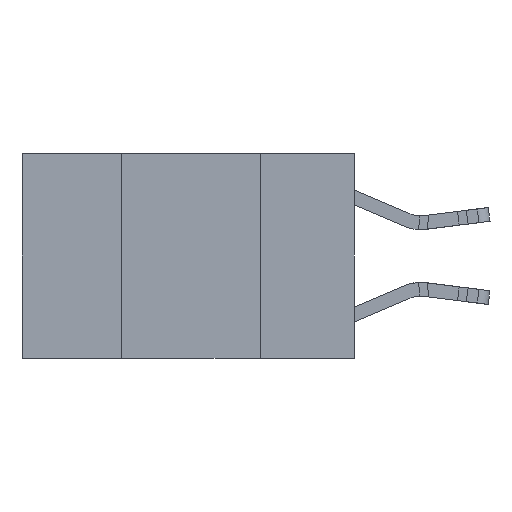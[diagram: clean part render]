
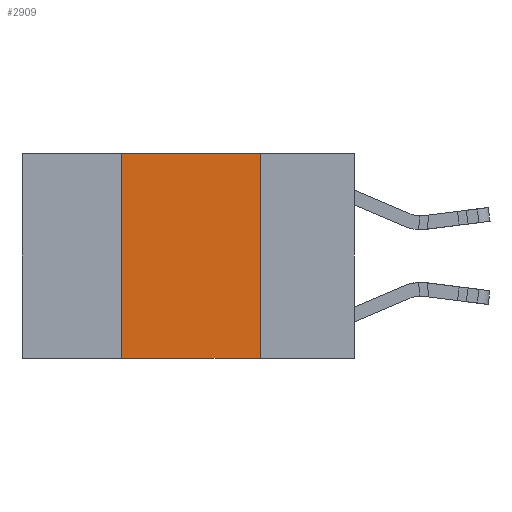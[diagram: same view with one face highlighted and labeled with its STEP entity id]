
A CAD part, left-side view. The second image highlights one B-rep face of the part: STEP entity #2909.
In plain terms, the highlighted planar face has unit normal (-1, 0, 0).
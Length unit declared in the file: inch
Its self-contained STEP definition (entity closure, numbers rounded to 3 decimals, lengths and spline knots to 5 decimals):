
#304 = CARTESIAN_POINT ( 'NONE',  ( 0., 0.17, -0.37 ) ) ;
#1307 = DIRECTION ( 'NONE',  ( 0., 0., 1. ) ) ;
#2909 = ADVANCED_FACE ( 'NONE', ( #29918 ), #15323, .F. ) ;
#3009 = CARTESIAN_POINT ( 'NONE',  ( 0., 0.42, 0. ) ) ;
#3395 = DIRECTION ( 'NONE',  ( 1., 0., 0. ) ) ;
#3632 = ORIENTED_EDGE ( 'NONE', *, *, #16366, .T. ) ;
#3991 = LINE ( 'NONE', #30361, #21258 ) ;
#4935 = EDGE_LOOP ( 'NONE', ( #29647, #7659, #8281, #3632 ) ) ;
#5445 = LINE ( 'NONE', #5909, #17912 ) ;
#5909 = CARTESIAN_POINT ( 'NONE',  ( 0., 0.17, 0. ) ) ;
#7659 = ORIENTED_EDGE ( 'NONE', *, *, #10190, .F. ) ;
#8281 = ORIENTED_EDGE ( 'NONE', *, *, #27979, .F. ) ;
#8351 = CARTESIAN_POINT ( 'NONE',  ( 0., 0.6, -0.37 ) ) ;
#8896 = LINE ( 'NONE', #20547, #21098 ) ;
#9054 = DIRECTION ( 'NONE',  ( 0., -1., 0. ) ) ;
#10190 = EDGE_CURVE ( 'NONE', #12425, #21758, #8896, .T. ) ;
#10481 = DIRECTION ( 'NONE',  ( 0., 0., -1. ) ) ;
#12425 = VERTEX_POINT ( 'NONE', #3009 ) ;
#15323 = PLANE ( 'NONE',  #24622 ) ;
#15405 = VECTOR ( 'NONE', #22675, 39.37008 ) ;
#15929 = EDGE_CURVE ( 'NONE', #21758, #28688, #5445, .T. ) ;
#16366 = EDGE_CURVE ( 'NONE', #30230, #28688, #23136, .T. ) ;
#17912 = VECTOR ( 'NONE', #10481, 39.37008 ) ;
#19532 = CARTESIAN_POINT ( 'NONE',  ( 0., 0.17, 0. ) ) ;
#20222 = CARTESIAN_POINT ( 'NONE',  ( 0., 0.6, 0. ) ) ;
#20368 = DIRECTION ( 'NONE',  ( 0., 0., -1. ) ) ;
#20547 = CARTESIAN_POINT ( 'NONE',  ( 0., 0.6, 0. ) ) ;
#21098 = VECTOR ( 'NONE', #9054, 39.37008 ) ;
#21258 = VECTOR ( 'NONE', #1307, 39.37008 ) ;
#21758 = VERTEX_POINT ( 'NONE', #19532 ) ;
#22675 = DIRECTION ( 'NONE',  ( 0., -1., 0. ) ) ;
#23136 = LINE ( 'NONE', #8351, #15405 ) ;
#24622 = AXIS2_PLACEMENT_3D ( 'NONE', #20222, #3395, #20368 ) ;
#26098 = CARTESIAN_POINT ( 'NONE',  ( 0., 0.42, -0.37 ) ) ;
#27979 = EDGE_CURVE ( 'NONE', #30230, #12425, #3991, .T. ) ;
#28688 = VERTEX_POINT ( 'NONE', #304 ) ;
#29647 = ORIENTED_EDGE ( 'NONE', *, *, #15929, .F. ) ;
#29918 = FACE_OUTER_BOUND ( 'NONE', #4935, .T. ) ;
#30230 = VERTEX_POINT ( 'NONE', #26098 ) ;
#30361 = CARTESIAN_POINT ( 'NONE',  ( 0., 0.42, 0. ) ) ;
